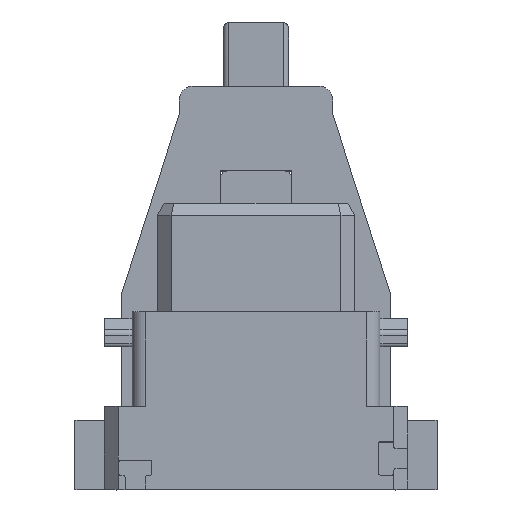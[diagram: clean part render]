
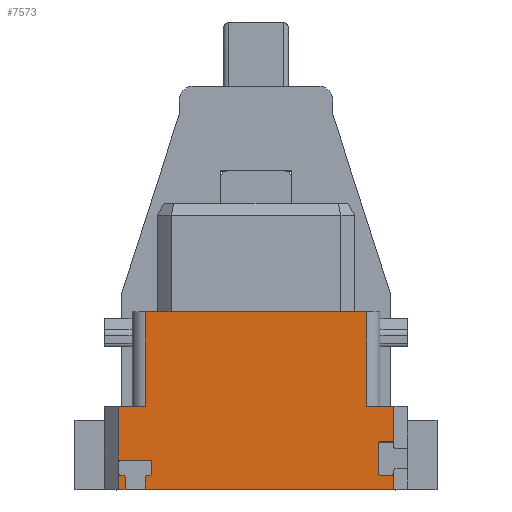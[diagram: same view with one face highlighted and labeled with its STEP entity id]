
A CAD part, top view. The second image highlights one B-rep face of the part: STEP entity #7573.
In plain terms, the highlighted planar face has unit normal (0, 0, 1).
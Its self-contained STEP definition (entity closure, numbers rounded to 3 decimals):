
#284=DIRECTION('',(-1.,0.,0.));
#285=VECTOR('',#284,15.8);
#286=CARTESIAN_POINT('',(7.9,9.8,9.9));
#287=LINE('',#286,#285);
#503=CARTESIAN_POINT('',(9.75,0.325,9.9));
#504=DIRECTION('',(0.,0.,1.));
#505=DIRECTION('',(1.,0.,0.));
#506=AXIS2_PLACEMENT_3D('',#503,#504,#505);
#508=DIRECTION('',(-1.,0.,0.));
#509=VECTOR('',#508,0.8);
#510=CARTESIAN_POINT('',(9.75,0.475,9.9));
#511=LINE('',#510,#509);
#512=CARTESIAN_POINT('',(8.95,0.325,9.9));
#513=DIRECTION('',(0.,0.,1.));
#514=DIRECTION('',(0.,1.,0.));
#515=AXIS2_PLACEMENT_3D('',#512,#513,#514);
#517=DIRECTION('',(0.,-1.,0.));
#518=VECTOR('',#517,2.1);
#519=CARTESIAN_POINT('',(8.8,0.325,9.9));
#520=LINE('',#519,#518);
#521=CARTESIAN_POINT('',(8.95,-1.775,9.9));
#522=DIRECTION('',(0.,0.,1.));
#523=DIRECTION('',(-1.,0.,0.));
#524=AXIS2_PLACEMENT_3D('',#521,#522,#523);
#526=DIRECTION('',(1.,0.,0.));
#527=VECTOR('',#526,0.8);
#528=CARTESIAN_POINT('',(8.95,-1.925,9.9));
#529=LINE('',#528,#527);
#530=CARTESIAN_POINT('',(9.75,-1.775,9.9));
#531=DIRECTION('',(0.,0.,1.));
#532=DIRECTION('',(0.,-1.,0.));
#533=AXIS2_PLACEMENT_3D('',#530,#531,#532);
#535=DIRECTION('',(0.,1.,0.));
#536=VECTOR('',#535,1.175);
#537=CARTESIAN_POINT('',(9.9,-2.95,9.9));
#538=LINE('',#537,#536);
#539=DIRECTION('',(0.,1.,0.));
#540=VECTOR('',#539,0.85);
#541=CARTESIAN_POINT('',(-7.95,-2.95,9.9));
#542=LINE('',#541,#540);
#543=CARTESIAN_POINT('',(-7.8,-2.1,9.9));
#544=DIRECTION('',(0.,0.,1.));
#545=DIRECTION('',(0.,1.,0.));
#546=AXIS2_PLACEMENT_3D('',#543,#544,#545);
#548=DIRECTION('',(1.,0.,0.));
#549=VECTOR('',#548,0.175);
#550=CARTESIAN_POINT('',(-7.8,-1.95,9.9));
#551=LINE('',#550,#549);
#552=CARTESIAN_POINT('',(-7.625,-1.8,9.9));
#553=DIRECTION('',(0.,0.,1.));
#554=DIRECTION('',(0.,-1.,0.));
#555=AXIS2_PLACEMENT_3D('',#552,#553,#554);
#557=DIRECTION('',(0.,1.,0.));
#558=VECTOR('',#557,0.8);
#559=CARTESIAN_POINT('',(-7.475,-1.8,9.9));
#560=LINE('',#559,#558);
#561=CARTESIAN_POINT('',(-7.625,-1.,9.9));
#562=DIRECTION('',(0.,0.,1.));
#563=DIRECTION('',(1.,0.,0.));
#564=AXIS2_PLACEMENT_3D('',#561,#562,#563);
#566=DIRECTION('',(-1.,0.,0.));
#567=VECTOR('',#566,2.1);
#568=CARTESIAN_POINT('',(-7.625,-0.85,9.9));
#569=LINE('',#568,#567);
#570=CARTESIAN_POINT('',(-9.725,-1.,9.9));
#571=DIRECTION('',(0.,0.,1.));
#572=DIRECTION('',(0.,1.,0.));
#573=AXIS2_PLACEMENT_3D('',#570,#571,#572);
#575=DIRECTION('',(0.,-1.,0.));
#576=VECTOR('',#575,0.8);
#577=CARTESIAN_POINT('',(-9.875,-1.,9.9));
#578=LINE('',#577,#576);
#579=CARTESIAN_POINT('',(-9.725,-1.8,9.9));
#580=DIRECTION('',(0.,0.,1.));
#581=DIRECTION('',(-1.,0.,0.));
#582=AXIS2_PLACEMENT_3D('',#579,#580,#581);
#584=DIRECTION('',(1.,0.,0.));
#585=VECTOR('',#584,0.175);
#586=CARTESIAN_POINT('',(-9.725,-1.95,9.9));
#587=LINE('',#586,#585);
#588=CARTESIAN_POINT('',(-9.55,-2.1,9.9));
#589=DIRECTION('',(0.,0.,1.));
#590=DIRECTION('',(1.,0.,0.));
#591=AXIS2_PLACEMENT_3D('',#588,#589,#590);
#593=DIRECTION('',(0.,1.,0.));
#594=VECTOR('',#593,0.85);
#595=CARTESIAN_POINT('',(-9.4,-2.95,9.9));
#596=LINE('',#595,#594);
#597=DIRECTION('',(0.,-1.,0.));
#598=VECTOR('',#597,5.95);
#599=CARTESIAN_POINT('',(-9.9,3.,9.9));
#600=LINE('',#599,#598);
#601=DIRECTION('',(0.,-1.,0.));
#602=VECTOR('',#601,6.8);
#603=CARTESIAN_POINT('',(-7.9,9.8,9.9));
#604=LINE('',#603,#602);
#605=DIRECTION('',(0.,1.,0.));
#606=VECTOR('',#605,6.8);
#607=CARTESIAN_POINT('',(7.9,3.,9.9));
#608=LINE('',#607,#606);
#609=DIRECTION('',(0.,1.,0.));
#610=VECTOR('',#609,2.675);
#611=CARTESIAN_POINT('',(9.9,0.325,9.9));
#612=LINE('',#611,#610);
#629=DIRECTION('',(-1.,0.,0.));
#630=VECTOR('',#629,2.);
#631=CARTESIAN_POINT('',(9.9,3.,9.9));
#632=LINE('',#631,#630);
#821=DIRECTION('',(1.,0.,0.));
#822=VECTOR('',#821,0.5);
#823=CARTESIAN_POINT('',(-9.9,-2.95,9.9));
#824=LINE('',#823,#822);
#837=DIRECTION('',(1.,0.,0.));
#838=VECTOR('',#837,17.85);
#839=CARTESIAN_POINT('',(-7.95,-2.95,9.9));
#840=LINE('',#839,#838);
#4689=DIRECTION('',(-1.,0.,0.));
#4690=VECTOR('',#4689,2.);
#4691=CARTESIAN_POINT('',(-7.9,3.,9.9));
#4692=LINE('',#4691,#4690);
#6474=CARTESIAN_POINT('',(-7.95,-2.95,9.9));
#6475=VERTEX_POINT('',#6474);
#6476=CARTESIAN_POINT('',(-9.4,-2.95,9.9));
#6477=VERTEX_POINT('',#6476);
#6478=CARTESIAN_POINT('',(9.9,0.325,9.9));
#6479=CARTESIAN_POINT('',(9.75,0.475,9.9));
#6480=VERTEX_POINT('',#6478);
#6481=VERTEX_POINT('',#6479);
#6482=CARTESIAN_POINT('',(8.95,0.475,9.9));
#6483=VERTEX_POINT('',#6482);
#6484=CARTESIAN_POINT('',(8.8,0.325,9.9));
#6485=VERTEX_POINT('',#6484);
#6486=CARTESIAN_POINT('',(8.8,-1.775,9.9));
#6487=VERTEX_POINT('',#6486);
#6488=CARTESIAN_POINT('',(8.95,-1.925,9.9));
#6489=VERTEX_POINT('',#6488);
#6490=CARTESIAN_POINT('',(9.75,-1.925,9.9));
#6491=VERTEX_POINT('',#6490);
#6492=CARTESIAN_POINT('',(9.9,-1.775,9.9));
#6493=VERTEX_POINT('',#6492);
#6494=CARTESIAN_POINT('',(-7.95,-2.1,9.9));
#6495=VERTEX_POINT('',#6494);
#6496=CARTESIAN_POINT('',(-7.8,-1.95,9.9));
#6497=VERTEX_POINT('',#6496);
#6498=CARTESIAN_POINT('',(-7.625,-1.95,9.9));
#6499=VERTEX_POINT('',#6498);
#6500=CARTESIAN_POINT('',(-7.475,-1.8,9.9));
#6501=VERTEX_POINT('',#6500);
#6502=CARTESIAN_POINT('',(-7.475,-1.,9.9));
#6503=VERTEX_POINT('',#6502);
#6504=CARTESIAN_POINT('',(-7.625,-0.85,9.9));
#6505=VERTEX_POINT('',#6504);
#6506=CARTESIAN_POINT('',(-9.725,-0.85,9.9));
#6507=VERTEX_POINT('',#6506);
#6508=CARTESIAN_POINT('',(-9.875,-1.,9.9));
#6509=VERTEX_POINT('',#6508);
#6510=CARTESIAN_POINT('',(-9.875,-1.8,9.9));
#6511=VERTEX_POINT('',#6510);
#6512=CARTESIAN_POINT('',(-9.725,-1.95,9.9));
#6513=VERTEX_POINT('',#6512);
#6514=CARTESIAN_POINT('',(-9.55,-1.95,9.9));
#6515=VERTEX_POINT('',#6514);
#6516=CARTESIAN_POINT('',(-9.4,-2.1,9.9));
#6517=VERTEX_POINT('',#6516);
#6522=CARTESIAN_POINT('',(7.9,9.8,9.9));
#6524=VERTEX_POINT('',#6522);
#6528=CARTESIAN_POINT('',(7.9,3.,9.9));
#6529=VERTEX_POINT('',#6528);
#6534=CARTESIAN_POINT('',(-7.9,9.8,9.9));
#6535=VERTEX_POINT('',#6534);
#6536=CARTESIAN_POINT('',(-7.9,3.,9.9));
#6537=VERTEX_POINT('',#6536);
#6542=CARTESIAN_POINT('',(9.9,3.,9.9));
#6544=VERTEX_POINT('',#6542);
#6557=CARTESIAN_POINT('',(9.9,-2.95,9.9));
#6558=VERTEX_POINT('',#6557);
#6559=CARTESIAN_POINT('',(-9.9,-2.95,9.9));
#6561=VERTEX_POINT('',#6559);
#6565=CARTESIAN_POINT('',(-9.9,3.,9.9));
#6566=VERTEX_POINT('',#6565);
#7509=CARTESIAN_POINT('',(10.9,9.8,9.9));
#7510=DIRECTION('',(0.,0.,1.));
#7511=DIRECTION('',(-1.,0.,0.));
#7512=AXIS2_PLACEMENT_3D('',#7509,#7510,#7511);
#7513=PLANE('',#7512);
#7515=ORIENTED_EDGE('',*,*,#7514,.T.);
#7517=ORIENTED_EDGE('',*,*,#7516,.T.);
#7519=ORIENTED_EDGE('',*,*,#7518,.T.);
#7521=ORIENTED_EDGE('',*,*,#7520,.T.);
#7523=ORIENTED_EDGE('',*,*,#7522,.T.);
#7525=ORIENTED_EDGE('',*,*,#7524,.T.);
#7527=ORIENTED_EDGE('',*,*,#7526,.T.);
#7529=ORIENTED_EDGE('',*,*,#7528,.F.);
#7531=ORIENTED_EDGE('',*,*,#7530,.F.);
#7533=ORIENTED_EDGE('',*,*,#7532,.T.);
#7535=ORIENTED_EDGE('',*,*,#7534,.F.);
#7537=ORIENTED_EDGE('',*,*,#7536,.T.);
#7539=ORIENTED_EDGE('',*,*,#7538,.T.);
#7541=ORIENTED_EDGE('',*,*,#7540,.T.);
#7543=ORIENTED_EDGE('',*,*,#7542,.T.);
#7545=ORIENTED_EDGE('',*,*,#7544,.T.);
#7547=ORIENTED_EDGE('',*,*,#7546,.T.);
#7549=ORIENTED_EDGE('',*,*,#7548,.T.);
#7551=ORIENTED_EDGE('',*,*,#7550,.T.);
#7553=ORIENTED_EDGE('',*,*,#7552,.T.);
#7555=ORIENTED_EDGE('',*,*,#7554,.F.);
#7557=ORIENTED_EDGE('',*,*,#7556,.F.);
#7559=ORIENTED_EDGE('',*,*,#7558,.F.);
#7561=ORIENTED_EDGE('',*,*,#7560,.F.);
#7563=ORIENTED_EDGE('',*,*,#7562,.F.);
#7564=ORIENTED_EDGE('',*,*,#7502,.F.);
#7565=ORIENTED_EDGE('',*,*,#7247,.F.);
#7566=ORIENTED_EDGE('',*,*,#7288,.F.);
#7568=ORIENTED_EDGE('',*,*,#7567,.F.);
#7570=ORIENTED_EDGE('',*,*,#7569,.F.);
#7571=EDGE_LOOP('',(#7515,#7517,#7519,#7521,#7523,#7525,#7527,#7529,#7531,#7533,
#7535,#7537,#7539,#7541,#7543,#7545,#7547,#7549,#7551,#7553,#7555,#7557,#7559,
#7561,#7563,#7564,#7565,#7566,#7568,#7570));
#7572=FACE_OUTER_BOUND('',#7571,.F.);
#7573=ADVANCED_FACE('',(#7572),#7513,.T.);
#507=CIRCLE('',#506,0.15);
#516=CIRCLE('',#515,0.15);
#525=CIRCLE('',#524,0.15);
#534=CIRCLE('',#533,0.15);
#547=CIRCLE('',#546,0.15);
#556=CIRCLE('',#555,0.15);
#565=CIRCLE('',#564,0.15);
#574=CIRCLE('',#573,0.15);
#583=CIRCLE('',#582,0.15);
#592=CIRCLE('',#591,0.15);
#7247=EDGE_CURVE('',#6524,#6535,#287,.T.);
#7288=EDGE_CURVE('',#6529,#6524,#608,.T.);
#7502=EDGE_CURVE('',#6535,#6537,#604,.T.);
#7514=EDGE_CURVE('',#6480,#6481,#507,.T.);
#7516=EDGE_CURVE('',#6481,#6483,#511,.T.);
#7518=EDGE_CURVE('',#6483,#6485,#516,.T.);
#7520=EDGE_CURVE('',#6485,#6487,#520,.T.);
#7522=EDGE_CURVE('',#6487,#6489,#525,.T.);
#7524=EDGE_CURVE('',#6489,#6491,#529,.T.);
#7526=EDGE_CURVE('',#6491,#6493,#534,.T.);
#7528=EDGE_CURVE('',#6558,#6493,#538,.T.);
#7530=EDGE_CURVE('',#6475,#6558,#840,.T.);
#7532=EDGE_CURVE('',#6475,#6495,#542,.T.);
#7534=EDGE_CURVE('',#6497,#6495,#547,.T.);
#7536=EDGE_CURVE('',#6497,#6499,#551,.T.);
#7538=EDGE_CURVE('',#6499,#6501,#556,.T.);
#7540=EDGE_CURVE('',#6501,#6503,#560,.T.);
#7542=EDGE_CURVE('',#6503,#6505,#565,.T.);
#7544=EDGE_CURVE('',#6505,#6507,#569,.T.);
#7546=EDGE_CURVE('',#6507,#6509,#574,.T.);
#7548=EDGE_CURVE('',#6509,#6511,#578,.T.);
#7550=EDGE_CURVE('',#6511,#6513,#583,.T.);
#7552=EDGE_CURVE('',#6513,#6515,#587,.T.);
#7554=EDGE_CURVE('',#6517,#6515,#592,.T.);
#7556=EDGE_CURVE('',#6477,#6517,#596,.T.);
#7558=EDGE_CURVE('',#6561,#6477,#824,.T.);
#7560=EDGE_CURVE('',#6566,#6561,#600,.T.);
#7562=EDGE_CURVE('',#6537,#6566,#4692,.T.);
#7567=EDGE_CURVE('',#6544,#6529,#632,.T.);
#7569=EDGE_CURVE('',#6480,#6544,#612,.T.);
